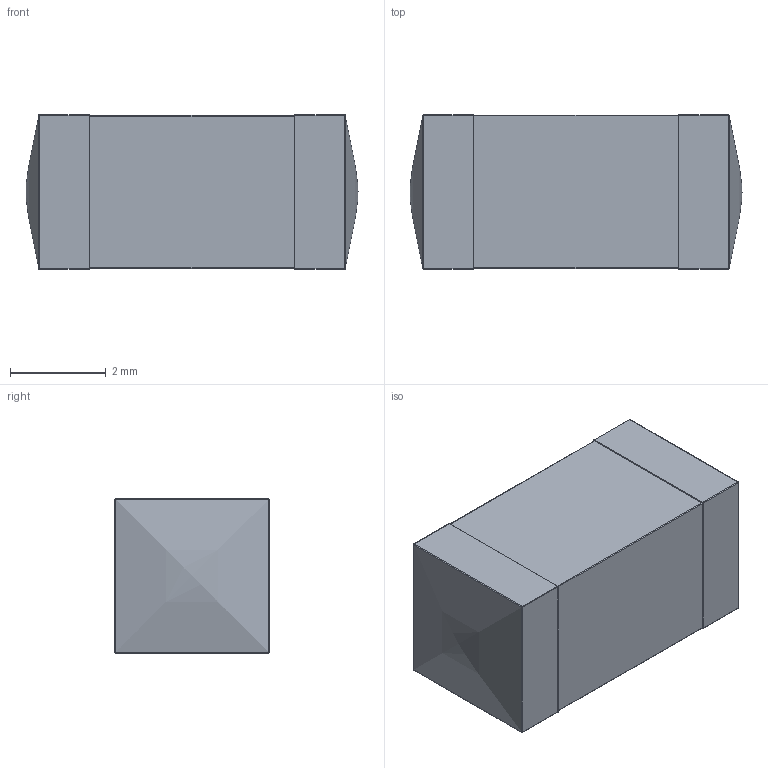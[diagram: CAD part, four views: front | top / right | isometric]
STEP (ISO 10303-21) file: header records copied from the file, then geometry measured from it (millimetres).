
FILE_DESCRIPTION (( 'STEP AP214' ), '1' );
FILE_NAME ('477EC889-E00D-44BE-A413-9324F3BBC950.STEP', '2022-09-04T21:46:03', ( '' ), ( '' ), 'SwSTEP 2.0', 'SolidWorks 2022', '' );
FILE_SCHEMA (( 'AUTOMOTIVE_DESIGN' ));
Length unit declared in the file: millimetre
Products named in the file (1): 477EC889-E00D-44BE-A413-9324F3BBC950
Bounding box: 6.94 x 3.23 x 3.23 mm (x, y, z)
Volume: 68.4 mm3; surface area: 144.3 mm2
Topology: 3 solids, 3 shells, 62 faces, 136 edges, 64 vertices
Faces by surface type: cylinder 20, plane 16, sphere 16, bspline 10
Entity records: 2162 total; most frequent: CARTESIAN_POINT 605, DIRECTION 266, ORIENTED_EDGE 240, EDGE_CURVE 120, AXIS2_PLACEMENT_3D 109, VERTEX_POINT 64, FACE_OUTER_BOUND 62, ADVANCED_FACE 62
